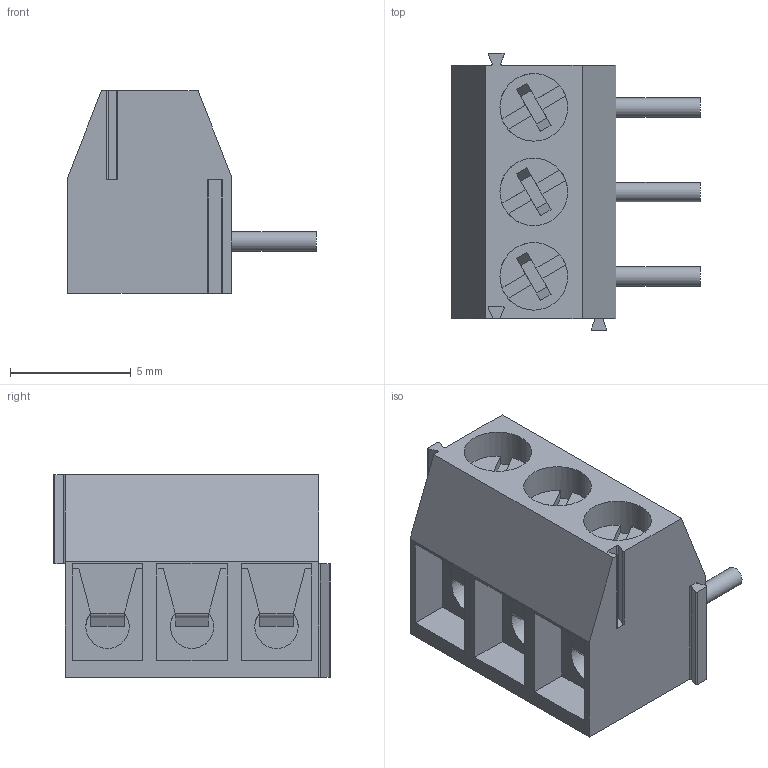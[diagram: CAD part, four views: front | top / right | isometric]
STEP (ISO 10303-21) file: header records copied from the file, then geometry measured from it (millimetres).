
FILE_DESCRIPTION( ( 'STEP AP214' ), '1' );
FILE_NAME( ' ', ' ', ( ' ' ), ( ' ' ), 'PSStep 11.0', 'VISI 17.0', ' ' );
FILE_SCHEMA( ( 'AUTOMOTIVE_DESIGN { 1 0 10303 214 1 1 1 1 }' ) );
Length unit declared in the file: millimetre
Products named in the file (1): 1
Bounding box: 10.3 x 11.5 x 8.4 mm (x, y, z)
Volume: 439.2 mm3; surface area: 686.7 mm2
Topology: 1 solids, 1 shells, 145 faces, 381 edges, 247 vertices
Faces by surface type: plane 117, cylinder 28
Full cylindrical faces by diameter (mm): 0.8 x3, 1.8 x3, 2.8 x3
Entity records: 5466 total; most frequent: CARTESIAN_POINT 747, ORIENTED_EDGE 726, DIRECTION 723, EDGE_CURVE 363, LINE 295, VECTOR 295, VERTEX_POINT 238, AXIS2_PLACEMENT_3D 214
